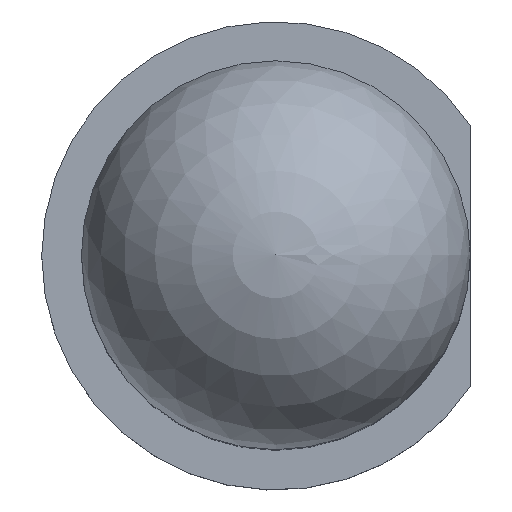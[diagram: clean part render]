
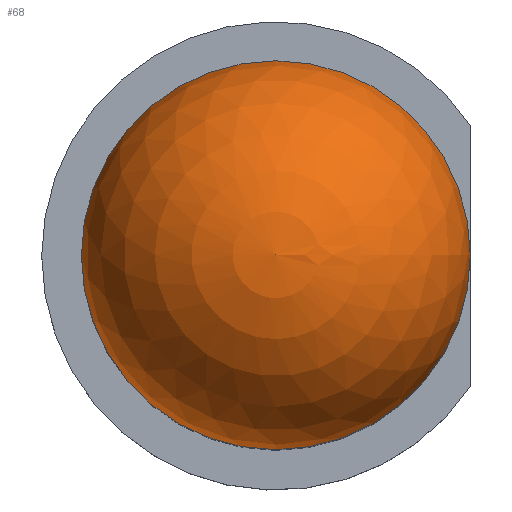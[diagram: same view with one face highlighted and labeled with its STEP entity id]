
A CAD part, top view. The second image highlights one B-rep face of the part: STEP entity #68.
In plain terms, the highlighted spherical face has radius 2.45 mm.
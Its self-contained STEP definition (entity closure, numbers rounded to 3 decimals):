
#68 = ADVANCED_FACE( '', ( #159 ), #160, .T. );
#159 = FACE_OUTER_BOUND( '', #273, .T. );
#160 = SPHERICAL_SURFACE( '', #274, 2.45 );
#273 = EDGE_LOOP( '', ( #422 ) );
#274 = AXIS2_PLACEMENT_3D( '', #423, #424, #425 );
#422 = ORIENTED_EDGE( '', *, *, #706, .F. );
#423 = CARTESIAN_POINT( '', ( 0., 0., 6.25 ) );
#424 = DIRECTION( '', ( 0., 0., 1. ) );
#425 = DIRECTION( '', ( 1., 0., 0. ) );
#706 = EDGE_CURVE( '', #854, #854, #855, .T. );
#854 = VERTEX_POINT( '', #1055 );
#855 = CIRCLE( '', #1056, 2.45 );
#1055 = CARTESIAN_POINT( '', ( -2.45, 0., 6.25 ) );
#1056 = AXIS2_PLACEMENT_3D( '', #1244, #1245, #1246 );
#1244 = CARTESIAN_POINT( '', ( 0., 0., 6.25 ) );
#1245 = DIRECTION( '', ( 0., 0., -1. ) );
#1246 = DIRECTION( '', ( -1., 0., 0. ) );
